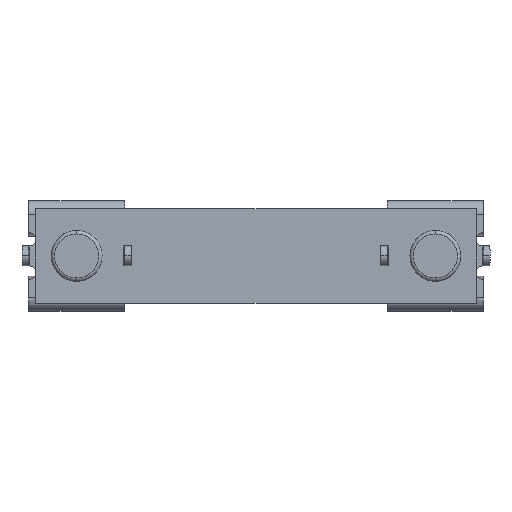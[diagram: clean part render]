
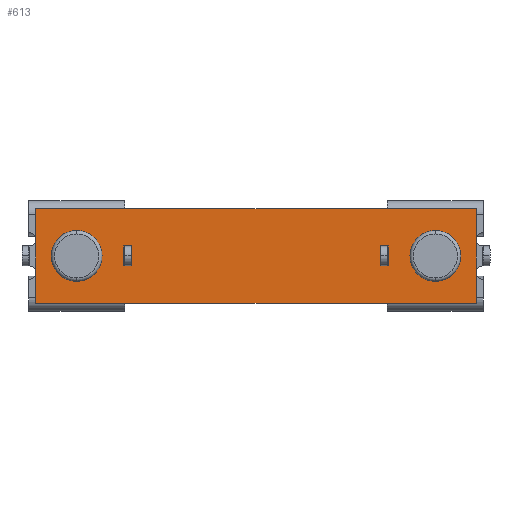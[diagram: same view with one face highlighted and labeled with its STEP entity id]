
A CAD part, front view. The second image highlights one B-rep face of the part: STEP entity #613.
In plain terms, the highlighted planar face has unit normal (0, -1, 0).
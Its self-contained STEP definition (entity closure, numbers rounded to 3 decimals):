
#57 = FACE_BOUND ( 'NONE', #826, .T. ) ;
#65 = ORIENTED_EDGE ( 'NONE', *, *, #2759, .F. ) ;
#111 = DIRECTION ( 'NONE',  ( 1., 0., 0. ) ) ;
#131 = ORIENTED_EDGE ( 'NONE', *, *, #906, .F. ) ;
#132 = EDGE_CURVE ( 'NONE', #2577, #711, #718, .T. ) ;
#176 = CARTESIAN_POINT ( 'NONE',  ( -13.45, 0.254, 1.905 ) ) ;
#260 = ORIENTED_EDGE ( 'NONE', *, *, #5090, .F. ) ;
#342 = LINE ( 'NONE', #5063, #1546 ) ;
#388 = DIRECTION ( 'NONE',  ( 0., 0., 1. ) ) ;
#436 = AXIS2_PLACEMENT_3D ( 'NONE', #4162, #1039, #1563 ) ;
#483 = EDGE_CURVE ( 'NONE', #4541, #1881, #1951, .T. ) ;
#531 = EDGE_CURVE ( 'NONE', #892, #4625, #342, .T. ) ;
#605 = EDGE_CURVE ( 'NONE', #4882, #892, #5791, .T. ) ;
#613 = ADVANCED_FACE ( 'NONE', ( #1586, #1261, #1229, #2311, #57 ), #4734, .T. ) ;
#665 = LINE ( 'NONE', #6067, #4380 ) ;
#671 = CARTESIAN_POINT ( 'NONE',  ( -16.51, 0.254, 3.556 ) ) ;
#694 = CARTESIAN_POINT ( 'NONE',  ( -9.35, 0.254, 0.75 ) ) ;
#711 = VERTEX_POINT ( 'NONE', #5945 ) ;
#718 = LINE ( 'NONE', #831, #3634 ) ;
#728 = CARTESIAN_POINT ( 'NONE',  ( 9.914, 0.254, -0.75 ) ) ;
#780 = VERTEX_POINT ( 'NONE', #919 ) ;
#826 = EDGE_LOOP ( 'NONE', ( #1119, #65, #4547, #131 ) ) ;
#828 = LINE ( 'NONE', #5909, #5365 ) ;
#831 = CARTESIAN_POINT ( 'NONE',  ( -16.51, 0.254, -3.556 ) ) ;
#870 = VECTOR ( 'NONE', #5513, 1000. ) ;
#891 = LINE ( 'NONE', #5022, #3602 ) ;
#892 = VERTEX_POINT ( 'NONE', #4676 ) ;
#906 = EDGE_CURVE ( 'NONE', #2070, #4750, #5742, .T. ) ;
#919 = CARTESIAN_POINT ( 'NONE',  ( -13.45, 0.254, -1.905 ) ) ;
#974 = CIRCLE ( 'NONE', #4795, 1.905 ) ;
#1039 = DIRECTION ( 'NONE',  ( 0., -1., 0. ) ) ;
#1055 = DIRECTION ( 'NONE',  ( 0., 0., -1. ) ) ;
#1119 = ORIENTED_EDGE ( 'NONE', *, *, #6671, .F. ) ;
#1180 = ORIENTED_EDGE ( 'NONE', *, *, #5049, .F. ) ;
#1229 = FACE_OUTER_BOUND ( 'NONE', #4034, .T. ) ;
#1261 = FACE_BOUND ( 'NONE', #2556, .T. ) ;
#1331 = CARTESIAN_POINT ( 'NONE',  ( 9.35, 0.254, -0.75 ) ) ;
#1372 = LINE ( 'NONE', #4005, #6112 ) ;
#1412 = CARTESIAN_POINT ( 'NONE',  ( 16.51, 0.254, -3.556 ) ) ;
#1546 = VECTOR ( 'NONE', #5686, 1000. ) ;
#1563 = DIRECTION ( 'NONE',  ( 0., 0., -1. ) ) ;
#1586 = FACE_BOUND ( 'NONE', #4994, .T. ) ;
#1690 = ORIENTED_EDGE ( 'NONE', *, *, #3888, .T. ) ;
#1881 = VERTEX_POINT ( 'NONE', #5797 ) ;
#1926 = CARTESIAN_POINT ( 'NONE',  ( 13.45, 0.254, 0. ) ) ;
#1951 = LINE ( 'NONE', #1412, #4714 ) ;
#1958 = CARTESIAN_POINT ( 'NONE',  ( 9.914, 0.254, 0.75 ) ) ;
#2070 = VERTEX_POINT ( 'NONE', #6444 ) ;
#2116 = DIRECTION ( 'NONE',  ( -1., 0., 0. ) ) ;
#2242 = VERTEX_POINT ( 'NONE', #4448 ) ;
#2311 = FACE_BOUND ( 'NONE', #4422, .T. ) ;
#2326 = DIRECTION ( 'NONE',  ( 0., 0., -1. ) ) ;
#2477 = VERTEX_POINT ( 'NONE', #5786 ) ;
#2517 = VECTOR ( 'NONE', #6301, 1000. ) ;
#2542 = ORIENTED_EDGE ( 'NONE', *, *, #5424, .F. ) ;
#2556 = EDGE_LOOP ( 'NONE', ( #260, #2542 ) ) ;
#2577 = VERTEX_POINT ( 'NONE', #671 ) ;
#2607 = AXIS2_PLACEMENT_3D ( 'NONE', #1926, #5561, #4941 ) ;
#2719 = LINE ( 'NONE', #4265, #5788 ) ;
#2759 = EDGE_CURVE ( 'NONE', #3508, #6613, #1372, .T. ) ;
#2823 = AXIS2_PLACEMENT_3D ( 'NONE', #2914, #3405, #2326 ) ;
#2871 = CARTESIAN_POINT ( 'NONE',  ( 16.51, 0.254, -3.556 ) ) ;
#2914 = CARTESIAN_POINT ( 'NONE',  ( 13.45, 0.254, 0. ) ) ;
#2920 = DIRECTION ( 'NONE',  ( 0., 0., -1. ) ) ;
#2969 = VECTOR ( 'NONE', #1055, 1000. ) ;
#3037 = ORIENTED_EDGE ( 'NONE', *, *, #132, .T. ) ;
#3044 = VERTEX_POINT ( 'NONE', #176 ) ;
#3156 = ORIENTED_EDGE ( 'NONE', *, *, #6546, .F. ) ;
#3405 = DIRECTION ( 'NONE',  ( 0., -1., 0. ) ) ;
#3472 = DIRECTION ( 'NONE',  ( 1., 0., 0. ) ) ;
#3480 = CARTESIAN_POINT ( 'NONE',  ( -13.45, 0.254, 0. ) ) ;
#3508 = VERTEX_POINT ( 'NONE', #728 ) ;
#3567 = DIRECTION ( 'NONE',  ( 0., 0., 1. ) ) ;
#3602 = VECTOR ( 'NONE', #4084, 1000. ) ;
#3634 = VECTOR ( 'NONE', #2920, 1000. ) ;
#3670 = DIRECTION ( 'NONE',  ( 0., 0., -1. ) ) ;
#3888 = EDGE_CURVE ( 'NONE', #1881, #2577, #891, .T. ) ;
#3947 = LINE ( 'NONE', #2871, #870 ) ;
#3970 = ORIENTED_EDGE ( 'NONE', *, *, #5829, .T. ) ;
#3997 = DIRECTION ( 'NONE',  ( 0., 0., -1. ) ) ;
#4005 = CARTESIAN_POINT ( 'NONE',  ( 9.914, 0.254, 0.75 ) ) ;
#4034 = EDGE_LOOP ( 'NONE', ( #3037, #3970, #5975, #1690 ) ) ;
#4084 = DIRECTION ( 'NONE',  ( -1., 0., 0. ) ) ;
#4162 = CARTESIAN_POINT ( 'NONE',  ( -13.45, 0.254, 0. ) ) ;
#4195 = CARTESIAN_POINT ( 'NONE',  ( -9.914, 0.254, 0.75 ) ) ;
#4265 = CARTESIAN_POINT ( 'NONE',  ( -9.914, 0.254, -0.75 ) ) ;
#4380 = VECTOR ( 'NONE', #3472, 1000. ) ;
#4422 = EDGE_LOOP ( 'NONE', ( #6047, #5928, #6423, #3156 ) ) ;
#4448 = CARTESIAN_POINT ( 'NONE',  ( 13.45, 0.254, -1.905 ) ) ;
#4541 = VERTEX_POINT ( 'NONE', #5217 ) ;
#4547 = ORIENTED_EDGE ( 'NONE', *, *, #6725, .F. ) ;
#4625 = VERTEX_POINT ( 'NONE', #5314 ) ;
#4676 = CARTESIAN_POINT ( 'NONE',  ( -9.914, 0.254, 0.75 ) ) ;
#4714 = VECTOR ( 'NONE', #3567, 1000. ) ;
#4734 = PLANE ( 'NONE',  #6249 ) ;
#4750 = VERTEX_POINT ( 'NONE', #1331 ) ;
#4795 = AXIS2_PLACEMENT_3D ( 'NONE', #3480, #5005, #3997 ) ;
#4876 = CARTESIAN_POINT ( 'NONE',  ( 0., 0.254, 0. ) ) ;
#4882 = VERTEX_POINT ( 'NONE', #694 ) ;
#4941 = DIRECTION ( 'NONE',  ( 0., 0., -1. ) ) ;
#4994 = EDGE_LOOP ( 'NONE', ( #1180, #5852 ) ) ;
#5005 = DIRECTION ( 'NONE',  ( 0., -1., 0. ) ) ;
#5022 = CARTESIAN_POINT ( 'NONE',  ( 16.51, 0.254, 3.556 ) ) ;
#5049 = EDGE_CURVE ( 'NONE', #3044, #780, #974, .T. ) ;
#5063 = CARTESIAN_POINT ( 'NONE',  ( -9.914, 0.254, 0.75 ) ) ;
#5090 = EDGE_CURVE ( 'NONE', #2477, #2242, #6106, .T. ) ;
#5217 = CARTESIAN_POINT ( 'NONE',  ( 16.51, 0.254, -3.556 ) ) ;
#5253 = CIRCLE ( 'NONE', #436, 1.905 ) ;
#5276 = DIRECTION ( 'NONE',  ( 0., -1., 0. ) ) ;
#5314 = CARTESIAN_POINT ( 'NONE',  ( -9.914, 0.254, -0.75 ) ) ;
#5352 = EDGE_CURVE ( 'NONE', #4625, #5624, #2719, .T. ) ;
#5362 = DIRECTION ( 'NONE',  ( -1., 0., 0. ) ) ;
#5365 = VECTOR ( 'NONE', #5362, 1000. ) ;
#5424 = EDGE_CURVE ( 'NONE', #2242, #2477, #5674, .T. ) ;
#5465 = VECTOR ( 'NONE', #2116, 1000. ) ;
#5513 = DIRECTION ( 'NONE',  ( 1., 0., 0. ) ) ;
#5561 = DIRECTION ( 'NONE',  ( 0., -1., 0. ) ) ;
#5624 = VERTEX_POINT ( 'NONE', #5833 ) ;
#5674 = CIRCLE ( 'NONE', #2823, 1.905 ) ;
#5686 = DIRECTION ( 'NONE',  ( 0., 0., -1. ) ) ;
#5742 = LINE ( 'NONE', #6193, #2969 ) ;
#5744 = LINE ( 'NONE', #5876, #2517 ) ;
#5786 = CARTESIAN_POINT ( 'NONE',  ( 13.45, 0.254, 1.905 ) ) ;
#5788 = VECTOR ( 'NONE', #111, 1000. ) ;
#5791 = LINE ( 'NONE', #4195, #5465 ) ;
#5797 = CARTESIAN_POINT ( 'NONE',  ( 16.51, 0.254, 3.556 ) ) ;
#5829 = EDGE_CURVE ( 'NONE', #711, #4541, #3947, .T. ) ;
#5833 = CARTESIAN_POINT ( 'NONE',  ( -9.35, 0.254, -0.75 ) ) ;
#5852 = ORIENTED_EDGE ( 'NONE', *, *, #6738, .F. ) ;
#5876 = CARTESIAN_POINT ( 'NONE',  ( -9.35, 0.254, 0.75 ) ) ;
#5909 = CARTESIAN_POINT ( 'NONE',  ( 9.914, 0.254, 0.75 ) ) ;
#5928 = ORIENTED_EDGE ( 'NONE', *, *, #531, .F. ) ;
#5945 = CARTESIAN_POINT ( 'NONE',  ( -16.51, 0.254, -3.556 ) ) ;
#5975 = ORIENTED_EDGE ( 'NONE', *, *, #483, .T. ) ;
#6047 = ORIENTED_EDGE ( 'NONE', *, *, #5352, .F. ) ;
#6067 = CARTESIAN_POINT ( 'NONE',  ( 9.914, 0.254, -0.75 ) ) ;
#6106 = CIRCLE ( 'NONE', #2607, 1.905 ) ;
#6112 = VECTOR ( 'NONE', #388, 1000. ) ;
#6193 = CARTESIAN_POINT ( 'NONE',  ( 9.35, 0.254, 0.75 ) ) ;
#6249 = AXIS2_PLACEMENT_3D ( 'NONE', #4876, #5276, #3670 ) ;
#6301 = DIRECTION ( 'NONE',  ( 0., 0., 1. ) ) ;
#6423 = ORIENTED_EDGE ( 'NONE', *, *, #605, .F. ) ;
#6444 = CARTESIAN_POINT ( 'NONE',  ( 9.35, 0.254, 0.75 ) ) ;
#6546 = EDGE_CURVE ( 'NONE', #5624, #4882, #5744, .T. ) ;
#6613 = VERTEX_POINT ( 'NONE', #1958 ) ;
#6671 = EDGE_CURVE ( 'NONE', #6613, #2070, #828, .T. ) ;
#6725 = EDGE_CURVE ( 'NONE', #4750, #3508, #665, .T. ) ;
#6738 = EDGE_CURVE ( 'NONE', #780, #3044, #5253, .T. ) ;
